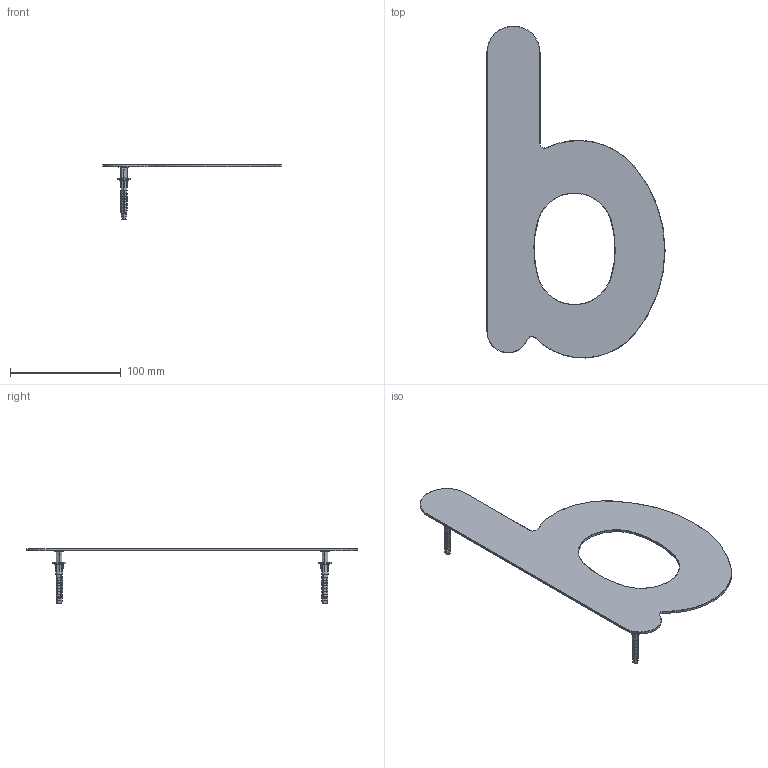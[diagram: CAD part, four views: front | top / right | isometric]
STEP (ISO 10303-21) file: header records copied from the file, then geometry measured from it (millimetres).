
FILE_DESCRIPTION (( 'STEP AP203' ), '1' );
FILE_NAME ('041-HN-B.step', '2021-04-21T14:14:59', ( '' ), ( '' ), 'SwSTEP 2.0', 'SolidWorks 2018', '' );
FILE_SCHEMA (( 'CONFIG_CONTROL_DESIGN' ));
Length unit declared in the file: millimetre
Products named in the file (13): 041-HN-X Teil3; 041-HN-X Teil1_041-HN-B Teil1; 041-HN-X Teil2_041-HN-X Teil2; 041-HN-X Teil4; 041-HN-X Teil1; 041-HN-X Teil3_041-HN-X Teil3; 041-HN-X Teil2; 041-HN-X Teil4_041-HN-X Teil4; 041-HN-B
Assembly tree (9 placements, depth 2):
  041-HN-X Teil3
  041-HN-X Teil4
  041-HN-X Teil3
  041-HN-X Teil1
  041-HN-X Teil4
Bounding box: 161.01 x 299.95 x 49.6 mm (x, y, z)
Volume: 55388.2 mm3; surface area: 59236.3 mm2
Topology: 7 solids, 7 shells, 1564 faces, 4088 edges, 2533 vertices
Faces by surface type: cylinder 389, plane 369, torus 296, bspline 250, cone 212, sphere 48
Entity records: 38679 total; most frequent: CARTESIAN_POINT 16708, ORIENTED_EDGE 4684, DIRECTION 3878, EDGE_CURVE 2342, AXIS2_PLACEMENT_3D 1505, VERTEX_POINT 1470, EDGE_LOOP 950, FACE_OUTER_BOUND 909
